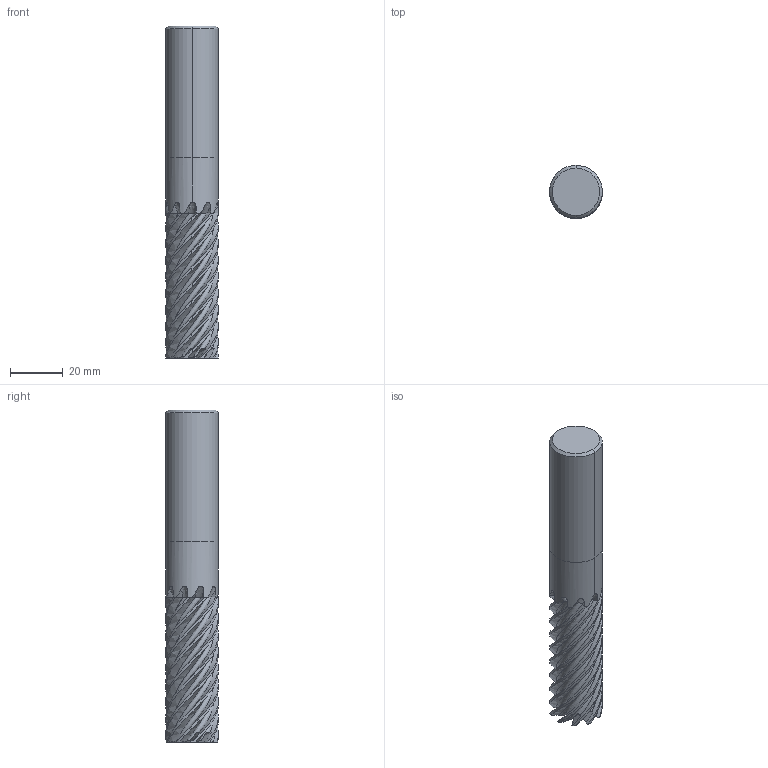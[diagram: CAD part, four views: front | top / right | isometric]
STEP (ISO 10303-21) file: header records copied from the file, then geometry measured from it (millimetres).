
FILE_DESCRIPTION(('no description'),'unknown implementation level');
FILE_NAME('K201533-20X55-Detail.stp',' ',('CIMSOURCE GmbH'),('CADClick - KiM GmbH - www.kimweb.de'),'unknown preprocess','ACIS','unknown authorization');
FILE_SCHEMA(('automotive_design'));
Length unit declared in the file: millimetre
Products named in the file (2): NOCUT; CUT
Bounding box: 20 x 20 x 126 mm (x, y, z)
Volume: 33810.6 mm3; surface area: 14711.4 mm2
Topology: 2 solids, 2 shells, 298 faces, 868 edges, 574 vertices
Faces by surface type: plane 124, bspline 90, revolution 40, cone 32, cylinder 12
Entity records: 70677 total; most frequent: CARTESIAN_POINT 54106, STYLED_ITEM 1742, PRESENTATION_STYLE_ASSIGNMENT 1742, COLOUR_RGB 1742, ORIENTED_EDGE 1736, DIRECTION 1050, EDGE_CURVE 868, CURVE_STYLE 868
